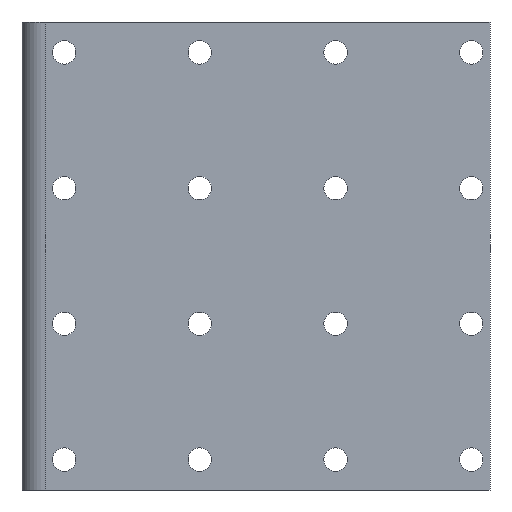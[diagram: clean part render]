
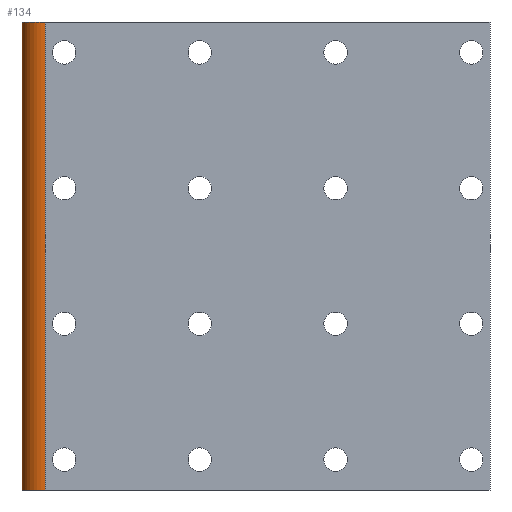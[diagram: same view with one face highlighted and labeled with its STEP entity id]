
A CAD part, front view. The second image highlights one B-rep face of the part: STEP entity #134.
In plain terms, the highlighted cylindrical face has radius 10 mm (diameter 20 mm), a partial arc.
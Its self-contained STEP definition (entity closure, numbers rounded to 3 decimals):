
#134 = ADVANCED_FACE( '', ( #329 ), #330, .T. );
#329 = FACE_OUTER_BOUND( '', #558, .T. );
#330 = CYLINDRICAL_SURFACE( '', #559, 10. );
#558 = EDGE_LOOP( '', ( #875, #876, #877, #878 ) );
#559 = AXIS2_PLACEMENT_3D( '', #879, #880, #881 );
#875 = ORIENTED_EDGE( '', *, *, #1014, .T. );
#876 = ORIENTED_EDGE( '', *, *, #1078, .F. );
#877 = ORIENTED_EDGE( '', *, *, #1060, .F. );
#878 = ORIENTED_EDGE( '', *, *, #1079, .T. );
#879 = CARTESIAN_POINT( '', ( 10., 10., 100. ) );
#880 = DIRECTION( '', ( 0., 0., 1. ) );
#881 = DIRECTION( '', ( -1., 0., 0. ) );
#1014 = EDGE_CURVE( '', #1176, #1183, #1185, .T. );
#1060 = EDGE_CURVE( '', #1256, #1258, #1259, .T. );
#1078 = EDGE_CURVE( '', #1258, #1183, #1284, .T. );
#1079 = EDGE_CURVE( '', #1256, #1176, #1285, .T. );
#1176 = VERTEX_POINT( '', #1394 );
#1183 = VERTEX_POINT( '', #1404 );
#1185 = CIRCLE( '', #1407, 10. );
#1256 = VERTEX_POINT( '', #1480 );
#1258 = VERTEX_POINT( '', #1483 );
#1259 = CIRCLE( '', #1484, 10. );
#1284 = LINE( '', #1511, #1512 );
#1285 = LINE( '', #1513, #1514 );
#1394 = CARTESIAN_POINT( '', ( 0., 10., -100. ) );
#1404 = CARTESIAN_POINT( '', ( 10., 0., -100. ) );
#1407 = AXIS2_PLACEMENT_3D( '', #1634, #1635, #1636 );
#1480 = CARTESIAN_POINT( '', ( 0., 10., 100. ) );
#1483 = CARTESIAN_POINT( '', ( 10., 0., 100. ) );
#1484 = AXIS2_PLACEMENT_3D( '', #1715, #1716, #1717 );
#1511 = CARTESIAN_POINT( '', ( 10., 0., 100. ) );
#1512 = VECTOR( '', #1741, 1000. );
#1513 = CARTESIAN_POINT( '', ( 0., 10., 100. ) );
#1514 = VECTOR( '', #1742, 1000. );
#1634 = CARTESIAN_POINT( '', ( 10., 10., -100. ) );
#1635 = DIRECTION( '', ( 0., 0., 1. ) );
#1636 = DIRECTION( '', ( 1., 0., 0. ) );
#1715 = CARTESIAN_POINT( '', ( 10., 10., 100. ) );
#1716 = DIRECTION( '', ( 0., 0., 1. ) );
#1717 = DIRECTION( '', ( 1., 0., 0. ) );
#1741 = DIRECTION( '', ( 0., 0., -1. ) );
#1742 = DIRECTION( '', ( 0., 0., -1. ) );
